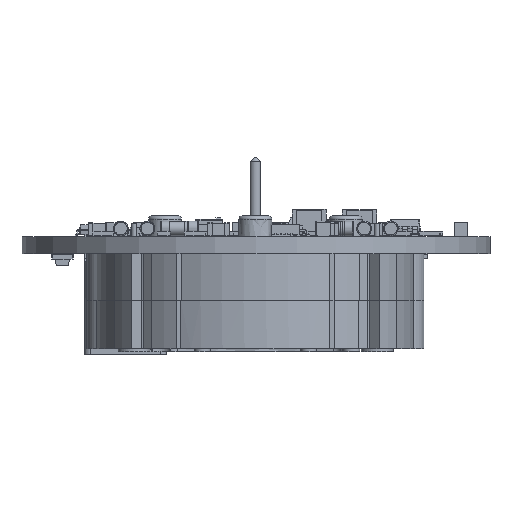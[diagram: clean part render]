
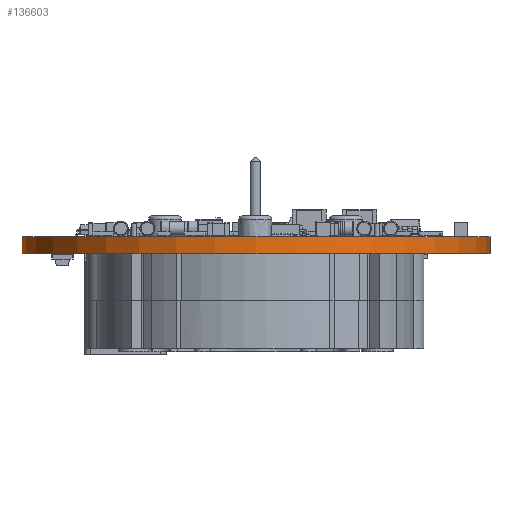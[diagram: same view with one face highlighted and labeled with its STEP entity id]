
A CAD part, front view. The second image highlights one B-rep face of the part: STEP entity #136603.
In plain terms, the highlighted cylindrical face has radius 22 mm (diameter 44 mm), a full revolution.
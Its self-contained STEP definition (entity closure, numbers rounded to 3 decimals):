
#136603 = ADVANCED_FACE('',(#136604),#136618,.T.);
#136604 = FACE_BOUND('',#136605,.F.);
#136605 = EDGE_LOOP('',(#136606,#136636,#136663,#136664));
#136606 = ORIENTED_EDGE('',*,*,#136607,.T.);
#136607 = EDGE_CURVE('',#136608,#136610,#136612,.T.);
#136608 = VERTEX_POINT('',#136609);
#136609 = CARTESIAN_POINT('',(22.,0.,0.));
#136610 = VERTEX_POINT('',#136611);
#136611 = CARTESIAN_POINT('',(22.,0.,1.6));
#136612 = SEAM_CURVE('',#136613,(#136617,#136629),.PCURVE_S1.);
#136613 = LINE('',#136614,#136615);
#136614 = CARTESIAN_POINT('',(22.,0.,0.));
#136615 = VECTOR('',#136616,1.);
#136616 = DIRECTION('',(0.,0.,1.));
#136617 = PCURVE('',#136618,#136623);
#136618 = CYLINDRICAL_SURFACE('',#136619,22.);
#136619 = AXIS2_PLACEMENT_3D('',#136620,#136621,#136622);
#136620 = CARTESIAN_POINT('',(0.,-0.,0.));
#136621 = DIRECTION('',(-0.,-0.,-1.));
#136622 = DIRECTION('',(1.,0.,-0.));
#136623 = DEFINITIONAL_REPRESENTATION('',(#136624),#136628);
#136624 = LINE('',#136625,#136626);
#136625 = CARTESIAN_POINT('',(-0.,0.));
#136626 = VECTOR('',#136627,1.);
#136627 = DIRECTION('',(-0.,-1.));
#136628 = ( GEOMETRIC_REPRESENTATION_CONTEXT(2) 
PARAMETRIC_REPRESENTATION_CONTEXT() REPRESENTATION_CONTEXT('2D SPACE',''
  ) );
#136629 = PCURVE('',#136618,#136630);
#136630 = DEFINITIONAL_REPRESENTATION('',(#136631),#136635);
#136631 = LINE('',#136632,#136633);
#136632 = CARTESIAN_POINT('',(-6.283,0.));
#136633 = VECTOR('',#136634,1.);
#136634 = DIRECTION('',(-0.,-1.));
#136635 = ( GEOMETRIC_REPRESENTATION_CONTEXT(2) 
PARAMETRIC_REPRESENTATION_CONTEXT() REPRESENTATION_CONTEXT('2D SPACE',''
  ) );
#136636 = ORIENTED_EDGE('',*,*,#136637,.T.);
#136637 = EDGE_CURVE('',#136610,#136610,#136638,.T.);
#136638 = SURFACE_CURVE('',#136639,(#136644,#136651),.PCURVE_S1.);
#136639 = CIRCLE('',#136640,22.);
#136640 = AXIS2_PLACEMENT_3D('',#136641,#136642,#136643);
#136641 = CARTESIAN_POINT('',(0.,0.,1.6));
#136642 = DIRECTION('',(0.,0.,1.));
#136643 = DIRECTION('',(1.,0.,-0.));
#136644 = PCURVE('',#136618,#136645);
#136645 = DEFINITIONAL_REPRESENTATION('',(#136646),#136650);
#136646 = LINE('',#136647,#136648);
#136647 = CARTESIAN_POINT('',(-0.,-1.6));
#136648 = VECTOR('',#136649,1.);
#136649 = DIRECTION('',(-1.,0.));
#136650 = ( GEOMETRIC_REPRESENTATION_CONTEXT(2) 
PARAMETRIC_REPRESENTATION_CONTEXT() REPRESENTATION_CONTEXT('2D SPACE',''
  ) );
#136651 = PCURVE('',#136652,#136657);
#136652 = PLANE('',#136653);
#136653 = AXIS2_PLACEMENT_3D('',#136654,#136655,#136656);
#136654 = CARTESIAN_POINT('',(0.,0.,
    1.6));
#136655 = DIRECTION('',(0.,0.,1.));
#136656 = DIRECTION('',(1.,0.,-0.));
#136657 = DEFINITIONAL_REPRESENTATION('',(#136658),#136662);
#136658 = CIRCLE('',#136659,22.);
#136659 = AXIS2_PLACEMENT_2D('',#136660,#136661);
#136660 = CARTESIAN_POINT('',(0.,0.));
#136661 = DIRECTION('',(1.,0.));
#136662 = ( GEOMETRIC_REPRESENTATION_CONTEXT(2) 
PARAMETRIC_REPRESENTATION_CONTEXT() REPRESENTATION_CONTEXT('2D SPACE',''
  ) );
#136663 = ORIENTED_EDGE('',*,*,#136607,.F.);
#136664 = ORIENTED_EDGE('',*,*,#136665,.F.);
#136665 = EDGE_CURVE('',#136608,#136608,#136666,.T.);
#136666 = SURFACE_CURVE('',#136667,(#136672,#136679),.PCURVE_S1.);
#136667 = CIRCLE('',#136668,22.);
#136668 = AXIS2_PLACEMENT_3D('',#136669,#136670,#136671);
#136669 = CARTESIAN_POINT('',(0.,-0.,0.));
#136670 = DIRECTION('',(0.,0.,1.));
#136671 = DIRECTION('',(1.,0.,-0.));
#136672 = PCURVE('',#136618,#136673);
#136673 = DEFINITIONAL_REPRESENTATION('',(#136674),#136678);
#136674 = LINE('',#136675,#136676);
#136675 = CARTESIAN_POINT('',(-0.,0.));
#136676 = VECTOR('',#136677,1.);
#136677 = DIRECTION('',(-1.,0.));
#136678 = ( GEOMETRIC_REPRESENTATION_CONTEXT(2) 
PARAMETRIC_REPRESENTATION_CONTEXT() REPRESENTATION_CONTEXT('2D SPACE',''
  ) );
#136679 = PCURVE('',#136680,#136685);
#136680 = PLANE('',#136681);
#136681 = AXIS2_PLACEMENT_3D('',#136682,#136683,#136684);
#136682 = CARTESIAN_POINT('',(0.,0.,0.
    ));
#136683 = DIRECTION('',(0.,0.,1.));
#136684 = DIRECTION('',(1.,0.,-0.));
#136685 = DEFINITIONAL_REPRESENTATION('',(#136686),#136690);
#136686 = CIRCLE('',#136687,22.);
#136687 = AXIS2_PLACEMENT_2D('',#136688,#136689);
#136688 = CARTESIAN_POINT('',(0.,0.));
#136689 = DIRECTION('',(1.,0.));
#136690 = ( GEOMETRIC_REPRESENTATION_CONTEXT(2) 
PARAMETRIC_REPRESENTATION_CONTEXT() REPRESENTATION_CONTEXT('2D SPACE',''
  ) );
